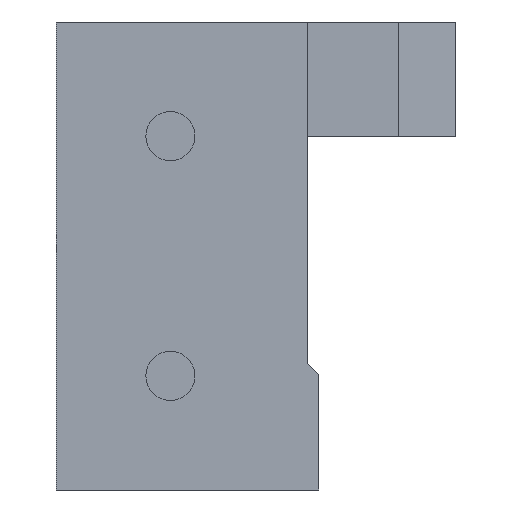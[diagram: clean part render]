
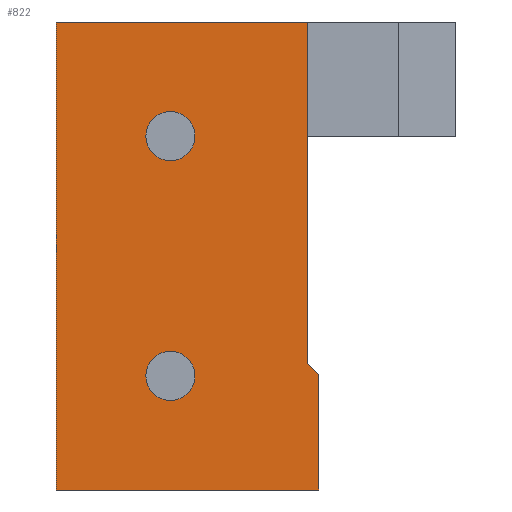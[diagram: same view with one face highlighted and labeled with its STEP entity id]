
A CAD part, front view. The second image highlights one B-rep face of the part: STEP entity #822.
In plain terms, the highlighted planar face has unit normal (0, -1, 0).
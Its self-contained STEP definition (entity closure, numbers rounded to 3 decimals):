
#25=CIRCLE('',#887,2.15);
#26=CIRCLE('',#888,2.15);
#142=ORIENTED_EDGE('',*,*,#344,.F.);
#143=ORIENTED_EDGE('',*,*,#345,.F.);
#144=ORIENTED_EDGE('',*,*,#320,.F.);
#145=ORIENTED_EDGE('',*,*,#346,.F.);
#146=ORIENTED_EDGE('',*,*,#282,.F.);
#147=ORIENTED_EDGE('',*,*,#290,.F.);
#148=ORIENTED_EDGE('',*,*,#340,.T.);
#149=ORIENTED_EDGE('',*,*,#325,.F.);
#282=EDGE_CURVE('',#396,#397,#469,.T.);
#290=EDGE_CURVE('',#403,#396,#477,.T.);
#320=EDGE_CURVE('',#428,#426,#506,.T.);
#325=EDGE_CURVE('',#426,#432,#511,.T.);
#340=EDGE_CURVE('',#403,#432,#524,.T.);
#344=EDGE_CURVE('',#441,#441,#25,.T.);
#345=EDGE_CURVE('',#442,#442,#26,.T.);
#346=EDGE_CURVE('',#397,#428,#527,.F.);
#396=VERTEX_POINT('',#1183);
#397=VERTEX_POINT('',#1185);
#403=VERTEX_POINT('',#1199);
#426=VERTEX_POINT('',#1254);
#428=VERTEX_POINT('',#1258);
#432=VERTEX_POINT('',#1269);
#441=VERTEX_POINT('',#1303);
#442=VERTEX_POINT('',#1305);
#469=LINE('',#1184,#572);
#477=LINE('',#1200,#580);
#506=LINE('',#1259,#609);
#511=LINE('',#1268,#614);
#524=LINE('',#1294,#627);
#527=LINE('',#1306,#630);
#572=VECTOR('',#954,1000.);
#580=VECTOR('',#964,1000.);
#609=VECTOR('',#1003,1000.);
#614=VECTOR('',#1010,1000.);
#627=VECTOR('',#1035,1000.);
#630=VECTOR('',#1048,1000.);
#677=EDGE_LOOP('',(#142));
#678=EDGE_LOOP('',(#143));
#679=EDGE_LOOP('',(#144,#145,#146,#147,#148,#149));
#734=FACE_BOUND('',#677,.T.);
#735=FACE_BOUND('',#678,.T.);
#736=FACE_BOUND('',#679,.T.);
#784=PLANE('',#886);
#822=ADVANCED_FACE('',(#734,#735,#736),#784,.T.);
#886=AXIS2_PLACEMENT_3D('',#1301,#1042,#1043);
#887=AXIS2_PLACEMENT_3D('',#1302,#1044,#1045);
#888=AXIS2_PLACEMENT_3D('',#1304,#1046,#1047);
#954=DIRECTION('',(0.,0.,-1.));
#964=DIRECTION('',(1.,0.,0.));
#1003=DIRECTION('',(0.,0.,-1.));
#1010=DIRECTION('',(-1.,0.,0.));
#1035=DIRECTION('',(0.,0.,-1.));
#1042=DIRECTION('',(0.,-1.,0.));
#1043=DIRECTION('',(1.,0.,0.));
#1044=DIRECTION('',(0.,-1.,0.));
#1045=DIRECTION('',(1.,0.,0.));
#1046=DIRECTION('',(0.,-1.,0.));
#1047=DIRECTION('',(1.,0.,0.));
#1048=DIRECTION('',(-0.707,0.,0.707));
#1183=CARTESIAN_POINT('',(-8.,-65.,-235.));
#1184=CARTESIAN_POINT('',(-8.,-65.,40.01));
#1185=CARTESIAN_POINT('',(-8.,-65.,-264.9));
#1199=CARTESIAN_POINT('',(-30.,-65.,-235.));
#1200=CARTESIAN_POINT('',(-30.,-65.,-235.));
#1254=CARTESIAN_POINT('',(-7.,-65.,-276.));
#1258=CARTESIAN_POINT('',(-7.,-65.,-265.9));
#1259=CARTESIAN_POINT('',(-7.,-65.,-176.01));
#1268=CARTESIAN_POINT('',(-7.,-65.,-276.));
#1269=CARTESIAN_POINT('',(-30.,-65.,-276.));
#1294=CARTESIAN_POINT('',(-30.,-65.,-176.01));
#1301=CARTESIAN_POINT('',(-7.,-65.,-176.01));
#1302=CARTESIAN_POINT('',(-20.,-65.,-266.));
#1303=CARTESIAN_POINT('',(-17.85,-65.,-266.));
#1304=CARTESIAN_POINT('',(-20.,-65.,-245.));
#1305=CARTESIAN_POINT('',(-17.85,-65.,-245.));
#1306=CARTESIAN_POINT('',(-8.,-65.,-264.9));
